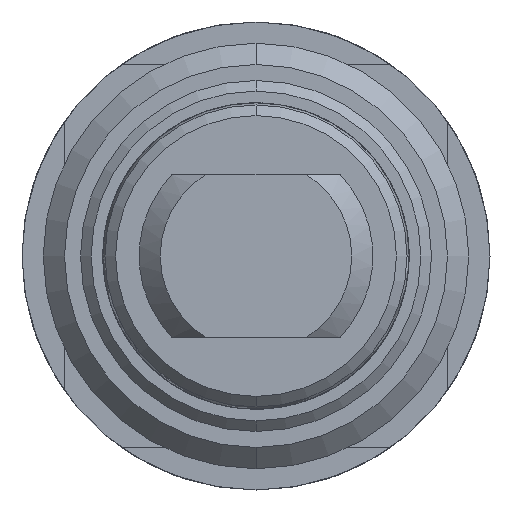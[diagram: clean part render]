
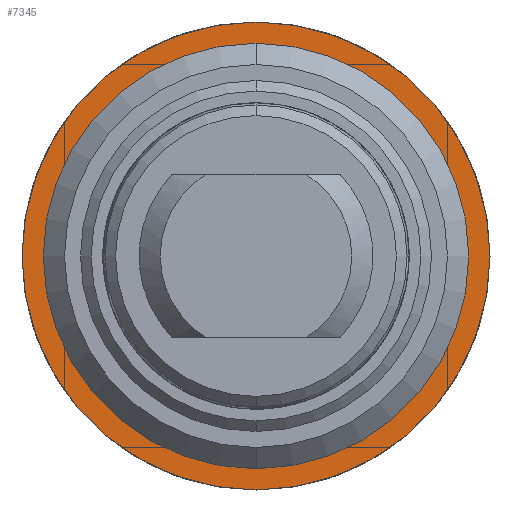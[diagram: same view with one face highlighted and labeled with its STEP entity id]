
A CAD part, front view. The second image highlights one B-rep face of the part: STEP entity #7345.
In plain terms, the highlighted planar face has unit normal (0, -1, 0).
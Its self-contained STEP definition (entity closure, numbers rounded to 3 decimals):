
#154 = EDGE_CURVE ( 'Defeature ausgef�hrt2_31+Defeature ausgef�hrt2_40+Defeature ausgef�hrt2_40+Defeature ausgef�hrt2_40', #18087, #7751, #11688, .T. ) ;
#466 = CARTESIAN_POINT ( 'NONE',  ( 1.1, 0., 0. ) ) ;
#778 = VERTEX_POINT ( 'NONE', #1653 ) ;
#1271 = DIRECTION ( 'NONE',  ( 0., -1., 0. ) ) ;
#1653 = CARTESIAN_POINT ( 'NONE',  ( 0., 0., 1.1 ) ) ;
#1720 = ORIENTED_EDGE ( 'NONE', *, *, #154, .F. ) ;
#1854 = DIRECTION ( 'NONE',  ( 0., 0., -1. ) ) ;
#1973 = PLANE ( 'NONE',  #3206 ) ;
#2411 = EDGE_CURVE ( 'Defeature ausgef�hrt2_40+Defeature ausgef�hrt2_41+Defeature ausgef�hrt2_41+Defeature ausgef�hrt2_41', #778, #4235, #9175, .T. ) ;
#3206 = AXIS2_PLACEMENT_3D ( 'NONE', #466, #3230, #1854 ) ;
#3230 = DIRECTION ( 'NONE',  ( 0., -1., 0. ) ) ;
#4235 = VERTEX_POINT ( 'NONE', #8139 ) ;
#4254 = CARTESIAN_POINT ( 'NONE',  ( 0., 0., 0. ) ) ;
#4795 = CARTESIAN_POINT ( 'NONE',  ( 0., 0., 0.9 ) ) ;
#4977 = AXIS2_PLACEMENT_3D ( 'NONE', #10784, #15045, #7749 ) ;
#5006 = CIRCLE ( 'NONE', #7064, 1.1 ) ;
#5639 = CARTESIAN_POINT ( 'NONE',  ( 0., 0., 0. ) ) ;
#5856 = AXIS2_PLACEMENT_3D ( 'NONE', #4254, #7245, #12968 ) ;
#6170 = FACE_BOUND ( 'NONE', #17344, .T. ) ;
#7064 = AXIS2_PLACEMENT_3D ( 'NONE', #7141, #9979, #12790 ) ;
#7141 = CARTESIAN_POINT ( 'NONE',  ( 0., 0., 0. ) ) ;
#7245 = DIRECTION ( 'NONE',  ( 0., -1., 0. ) ) ;
#7345 = ADVANCED_FACE ( 'Defeature ausgef�hrt2_40', ( #11130, #6170 ), #1973, .T. ) ;
#7532 = CIRCLE ( 'NONE', #5856, 0.9 ) ;
#7749 = DIRECTION ( 'NONE',  ( 0., 0., -1. ) ) ;
#7751 = VERTEX_POINT ( 'NONE', #4795 ) ;
#8139 = CARTESIAN_POINT ( 'NONE',  ( 0., 0., -1.1 ) ) ;
#9175 = CIRCLE ( 'NONE', #17743, 1.1 ) ;
#9796 = DIRECTION ( 'NONE',  ( 0., 0., -1. ) ) ;
#9979 = DIRECTION ( 'NONE',  ( 0., -1., 0. ) ) ;
#10434 = ORIENTED_EDGE ( 'NONE', *, *, #2411, .T. ) ;
#10784 = CARTESIAN_POINT ( 'NONE',  ( 0., 0., 0. ) ) ;
#11130 = FACE_OUTER_BOUND ( 'NONE', #15331, .T. ) ;
#11688 = CIRCLE ( 'NONE', #4977, 0.9 ) ;
#12790 = DIRECTION ( 'NONE',  ( 0., 0., -1. ) ) ;
#12968 = DIRECTION ( 'NONE',  ( 0., 0., -1. ) ) ;
#13108 = ORIENTED_EDGE ( 'NONE', *, *, #14861, .F. ) ;
#13129 = ORIENTED_EDGE ( 'NONE', *, *, #16394, .T. ) ;
#14459 = CARTESIAN_POINT ( 'NONE',  ( 0., 0., -0.9 ) ) ;
#14861 = EDGE_CURVE ( 'Defeature ausgef�hrt2_31+Defeature ausgef�hrt2_40+Defeature ausgef�hrt2_40+Defeature ausgef�hrt2_40', #7751, #18087, #7532, .T. ) ;
#15045 = DIRECTION ( 'NONE',  ( 0., -1., 0. ) ) ;
#15331 = EDGE_LOOP ( 'NONE', ( #13129, #10434 ) ) ;
#16394 = EDGE_CURVE ( 'Defeature ausgef�hrt2_40+Defeature ausgef�hrt2_41+Defeature ausgef�hrt2_41+Defeature ausgef�hrt2_41', #4235, #778, #5006, .T. ) ;
#17344 = EDGE_LOOP ( 'NONE', ( #1720, #13108 ) ) ;
#17743 = AXIS2_PLACEMENT_3D ( 'NONE', #5639, #1271, #9796 ) ;
#18087 = VERTEX_POINT ( 'NONE', #14459 ) ;
